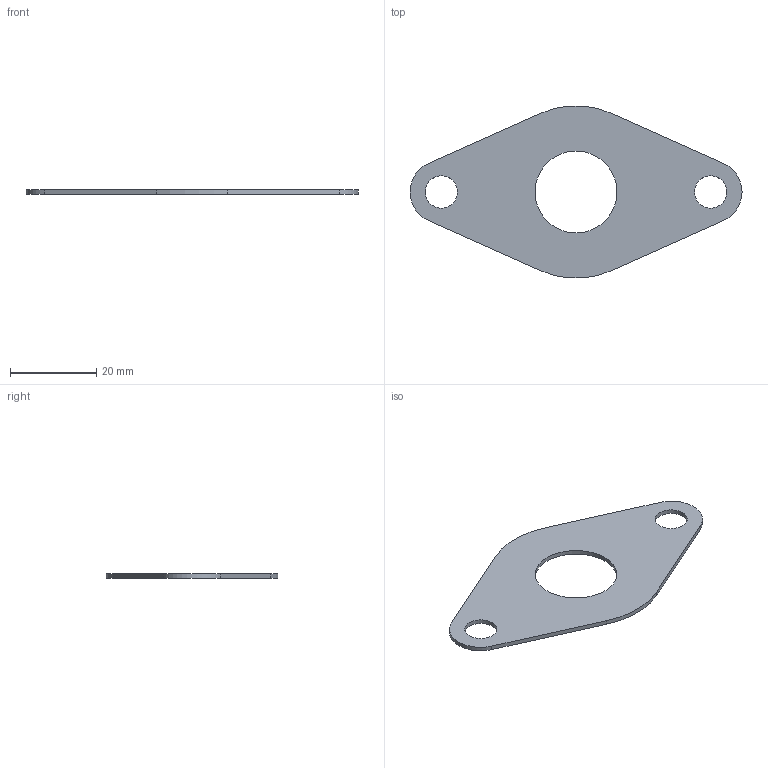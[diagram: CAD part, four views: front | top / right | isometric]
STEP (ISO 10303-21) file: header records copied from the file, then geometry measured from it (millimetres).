
FILE_DESCRIPTION(('CATIA V5 STEP Exchange'),'2;1');
FILE_NAME('JOINT EGR DIA19.stp','2019-09-25T10:17:41+00:00',('none'),('none'),'CATIA Version 5-6 Release 2014 SP5','CATIA V5 STEP AP203','none');
FILE_SCHEMA(('CONFIG_CONTROL_DESIGN'));
Length unit declared in the file: millimetre
Products named in the file (1): JOINT EGR DIA19
Bounding box: 77 x 39.86 x 1 mm (x, y, z)
Volume: 1640.2 mm3; surface area: 3568.3 mm2
Topology: 1 solids, 1 shells, 16 faces, 42 edges, 28 vertices
Faces by surface type: cylinder 10, plane 6
Entity records: 528 total; most frequent: CARTESIAN_POINT 85, ORIENTED_EDGE 84, DIRECTION 70, EDGE_CURVE 42, AXIS2_PLACEMENT_3D 35, VERTEX_POINT 28, VECTOR 22, EDGE_LOOP 22
